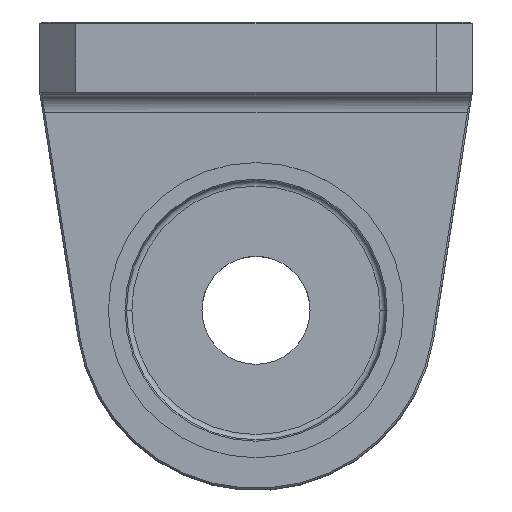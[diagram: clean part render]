
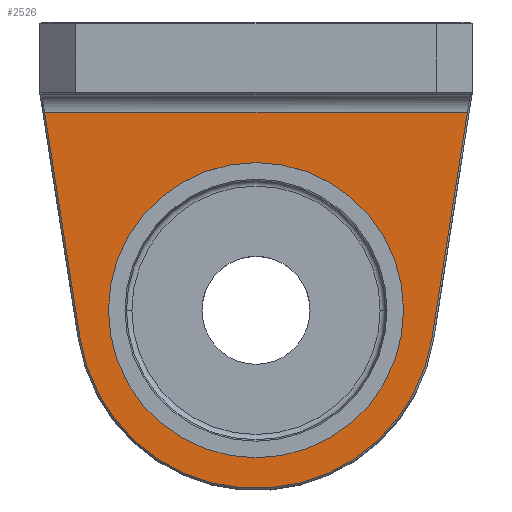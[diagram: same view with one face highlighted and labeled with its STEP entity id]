
A CAD part, top view. The second image highlights one B-rep face of the part: STEP entity #2526.
In plain terms, the highlighted planar face has unit normal (0, 0, 1).
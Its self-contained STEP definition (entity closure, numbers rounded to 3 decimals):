
#1072 = CYLINDRICAL_SURFACE('',#1073,5.);
#1073 = AXIS2_PLACEMENT_3D('',#1074,#1075,#1076);
#1074 = CARTESIAN_POINT('',(384.432,-45.,-750.5));
#1075 = DIRECTION('',(-1.,0.,0.));
#1076 = DIRECTION('',(0.,1.,0.));
#2313 = PLANE('',#2314);
#2314 = AXIS2_PLACEMENT_3D('',#2315,#2316,#2317);
#2315 = CARTESIAN_POINT('',(222.055,-76.366,-755.75));
#2316 = DIRECTION('',(0.699,-0.109,0.707));
#2317 = DIRECTION('',(0.699,-0.109,-0.707));
#2330 = VERTEX_POINT('',#2331);
#2331 = CARTESIAN_POINT('',(226.711,-45.,
    -755.5));
#2471 = EDGE_CURVE('',#2472,#2330,#2474,.T.);
#2472 = VERTEX_POINT('',#2473);
#2473 = CARTESIAN_POINT('',(216.905,-107.655,
    -755.5));
#2474 = SURFACE_CURVE('',#2475,(#2479,#2486),.PCURVE_S1.);
#2475 = LINE('',#2476,#2477);
#2476 = CARTESIAN_POINT('',(216.905,-107.655,
    -755.5));
#2477 = VECTOR('',#2478,1.);
#2478 = DIRECTION('',(0.155,0.988,0.)
  );
#2479 = PCURVE('',#2313,#2480);
#2480 = DEFINITIONAL_REPRESENTATION('',(#2481),#2485);
#2481 = LINE('',#2482,#2483);
#2482 = CARTESIAN_POINT('',(-0.354,-31.709));
#2483 = VECTOR('',#2484,1.);
#2484 = DIRECTION('',(0.,1.));
#2485 = ( GEOMETRIC_REPRESENTATION_CONTEXT(2) 
PARAMETRIC_REPRESENTATION_CONTEXT() REPRESENTATION_CONTEXT('2D SPACE',''
  ) );
#2486 = PCURVE('',#2487,#2492);
#2487 = PLANE('',#2488);
#2488 = AXIS2_PLACEMENT_3D('',#2489,#2490,#2491);
#2489 = CARTESIAN_POINT('',(168.,-20.,-755.5));
#2490 = DIRECTION('',(0.,0.,-1.));
#2491 = DIRECTION('',(1.,0.,0.));
#2492 = DEFINITIONAL_REPRESENTATION('',(#2493),#2497);
#2493 = LINE('',#2494,#2495);
#2494 = CARTESIAN_POINT('',(48.905,87.655));
#2495 = VECTOR('',#2496,1.);
#2496 = DIRECTION('',(0.155,-0.988));
#2497 = ( GEOMETRIC_REPRESENTATION_CONTEXT(2) 
PARAMETRIC_REPRESENTATION_CONTEXT() REPRESENTATION_CONTEXT('2D SPACE',''
  ) );
#2515 = CONICAL_SURFACE('',#2516,49.75,0.785);
#2516 = AXIS2_PLACEMENT_3D('',#2517,#2518,#2519);
#2517 = CARTESIAN_POINT('',(168.,-100.,-755.75));
#2518 = DIRECTION('',(0.,0.,-1.));
#2519 = DIRECTION('',(0.,1.,0.));
#2526 = ADVANCED_FACE('',(#2527,#2607),#2487,.F.);
#2527 = FACE_BOUND('',#2528,.F.);
#2528 = EDGE_LOOP('',(#2529,#2530,#2558,#2586));
#2529 = ORIENTED_EDGE('',*,*,#2471,.F.);
#2530 = ORIENTED_EDGE('',*,*,#2531,.F.);
#2531 = EDGE_CURVE('',#2532,#2472,#2534,.T.);
#2532 = VERTEX_POINT('',#2533);
#2533 = CARTESIAN_POINT('',(119.095,-107.655,-755.5));
#2534 = SURFACE_CURVE('',#2535,(#2540,#2551),.PCURVE_S1.);
#2535 = CIRCLE('',#2536,49.5);
#2536 = AXIS2_PLACEMENT_3D('',#2537,#2538,#2539);
#2537 = CARTESIAN_POINT('',(168.,-100.,-755.5));
#2538 = DIRECTION('',(0.,0.,1.));
#2539 = DIRECTION('',(-0.988,-0.155,0.));
#2540 = PCURVE('',#2487,#2541);
#2541 = DEFINITIONAL_REPRESENTATION('',(#2542),#2550);
#2542 = ( BOUNDED_CURVE() B_SPLINE_CURVE(2,(#2543,#2544,#2545,#2546,
#2547,#2548,#2549),.UNSPECIFIED.,.T.,.F.) B_SPLINE_CURVE_WITH_KNOTS((1,2
    ,2,2,2,1),(-2.094,0.,2.094,4.189,
6.283,8.378),.UNSPECIFIED.) CURVE() 
GEOMETRIC_REPRESENTATION_ITEM() RATIONAL_B_SPLINE_CURVE((1.,0.5,1.,0.5,
1.,0.5,1.)) REPRESENTATION_ITEM('') );
#2543 = CARTESIAN_POINT('',(-48.905,87.655));
#2544 = CARTESIAN_POINT('',(-35.646,172.36));
#2545 = CARTESIAN_POINT('',(31.081,118.525));
#2546 = CARTESIAN_POINT('',(97.809,64.691));
#2547 = CARTESIAN_POINT('',(17.823,33.82));
#2548 = CARTESIAN_POINT('',(-62.163,2.949));
#2549 = CARTESIAN_POINT('',(-48.905,87.655));
#2550 = ( GEOMETRIC_REPRESENTATION_CONTEXT(2) 
PARAMETRIC_REPRESENTATION_CONTEXT() REPRESENTATION_CONTEXT('2D SPACE',''
  ) );
#2551 = PCURVE('',#2515,#2552);
#2552 = DEFINITIONAL_REPRESENTATION('',(#2553),#2557);
#2553 = LINE('',#2554,#2555);
#2554 = CARTESIAN_POINT('',(4.557,-0.25));
#2555 = VECTOR('',#2556,1.);
#2556 = DIRECTION('',(-1.,0.));
#2557 = ( GEOMETRIC_REPRESENTATION_CONTEXT(2) 
PARAMETRIC_REPRESENTATION_CONTEXT() REPRESENTATION_CONTEXT('2D SPACE',''
  ) );
#2558 = ORIENTED_EDGE('',*,*,#2559,.F.);
#2559 = EDGE_CURVE('',#2560,#2532,#2562,.T.);
#2560 = VERTEX_POINT('',#2561);
#2561 = CARTESIAN_POINT('',(109.289,-45.,
    -755.5));
#2562 = SURFACE_CURVE('',#2563,(#2567,#2574),.PCURVE_S1.);
#2563 = LINE('',#2564,#2565);
#2564 = CARTESIAN_POINT('',(109.289,-45.,
    -755.5));
#2565 = VECTOR('',#2566,1.);
#2566 = DIRECTION('',(0.155,-0.988,0.)
  );
#2567 = PCURVE('',#2487,#2568);
#2568 = DEFINITIONAL_REPRESENTATION('',(#2569),#2573);
#2569 = LINE('',#2570,#2571);
#2570 = CARTESIAN_POINT('',(-58.711,25.));
#2571 = VECTOR('',#2572,1.);
#2572 = DIRECTION('',(0.155,0.988));
#2573 = ( GEOMETRIC_REPRESENTATION_CONTEXT(2) 
PARAMETRIC_REPRESENTATION_CONTEXT() REPRESENTATION_CONTEXT('2D SPACE',''
  ) );
#2574 = PCURVE('',#2575,#2580);
#2575 = PLANE('',#2576);
#2576 = AXIS2_PLACEMENT_3D('',#2577,#2578,#2579);
#2577 = CARTESIAN_POINT('',(113.945,-76.366,-755.75));
#2578 = DIRECTION('',(-0.699,-0.109,0.707));
#2579 = DIRECTION('',(-0.699,-0.109,-0.707));
#2580 = DEFINITIONAL_REPRESENTATION('',(#2581),#2585);
#2581 = LINE('',#2582,#2583);
#2582 = CARTESIAN_POINT('',(-0.354,-31.709));
#2583 = VECTOR('',#2584,1.);
#2584 = DIRECTION('',(0.,1.));
#2585 = ( GEOMETRIC_REPRESENTATION_CONTEXT(2) 
PARAMETRIC_REPRESENTATION_CONTEXT() REPRESENTATION_CONTEXT('2D SPACE',''
  ) );
#2586 = ORIENTED_EDGE('',*,*,#2587,.F.);
#2587 = EDGE_CURVE('',#2330,#2560,#2588,.T.);
#2588 = SURFACE_CURVE('',#2589,(#2593,#2600),.PCURVE_S1.);
#2589 = LINE('',#2590,#2591);
#2590 = CARTESIAN_POINT('',(226.711,-45.,
    -755.5));
#2591 = VECTOR('',#2592,1.);
#2592 = DIRECTION('',(-1.,0.,0.));
#2593 = PCURVE('',#2487,#2594);
#2594 = DEFINITIONAL_REPRESENTATION('',(#2595),#2599);
#2595 = LINE('',#2596,#2597);
#2596 = CARTESIAN_POINT('',(58.711,25.));
#2597 = VECTOR('',#2598,1.);
#2598 = DIRECTION('',(-1.,0.));
#2599 = ( GEOMETRIC_REPRESENTATION_CONTEXT(2) 
PARAMETRIC_REPRESENTATION_CONTEXT() REPRESENTATION_CONTEXT('2D SPACE',''
  ) );
#2600 = PCURVE('',#1072,#2601);
#2601 = DEFINITIONAL_REPRESENTATION('',(#2602),#2606);
#2602 = LINE('',#2603,#2604);
#2603 = CARTESIAN_POINT('',(1.571,157.721));
#2604 = VECTOR('',#2605,1.);
#2605 = DIRECTION('',(0.,1.));
#2606 = ( GEOMETRIC_REPRESENTATION_CONTEXT(2) 
PARAMETRIC_REPRESENTATION_CONTEXT() REPRESENTATION_CONTEXT('2D SPACE',''
  ) );
#2607 = FACE_BOUND('',#2608,.F.);
#2608 = EDGE_LOOP('',(#2609,#2644));
#2609 = ORIENTED_EDGE('',*,*,#2610,.T.);
#2610 = EDGE_CURVE('',#2611,#2613,#2615,.T.);
#2611 = VERTEX_POINT('',#2612);
#2612 = CARTESIAN_POINT('',(127.,-100.,-755.5));
#2613 = VERTEX_POINT('',#2614);
#2614 = CARTESIAN_POINT('',(209.,-100.,-755.5));
#2615 = SURFACE_CURVE('',#2616,(#2621,#2632),.PCURVE_S1.);
#2616 = CIRCLE('',#2617,41.);
#2617 = AXIS2_PLACEMENT_3D('',#2618,#2619,#2620);
#2618 = CARTESIAN_POINT('',(168.,-100.,-755.5));
#2619 = DIRECTION('',(0.,0.,1.));
#2620 = DIRECTION('',(-1.,0.,0.));
#2621 = PCURVE('',#2487,#2622);
#2622 = DEFINITIONAL_REPRESENTATION('',(#2623),#2631);
#2623 = ( BOUNDED_CURVE() B_SPLINE_CURVE(2,(#2624,#2625,#2626,#2627,
#2628,#2629,#2630),.UNSPECIFIED.,.T.,.F.) B_SPLINE_CURVE_WITH_KNOTS((1,2
    ,2,2,2,1),(-2.094,0.,2.094,4.189,
6.283,8.378),.UNSPECIFIED.) CURVE() 
GEOMETRIC_REPRESENTATION_ITEM() RATIONAL_B_SPLINE_CURVE((1.,0.5,1.,0.5,
1.,0.5,1.)) REPRESENTATION_ITEM('') );
#2624 = CARTESIAN_POINT('',(-41.,80.));
#2625 = CARTESIAN_POINT('',(-41.,151.014));
#2626 = CARTESIAN_POINT('',(20.5,115.507));
#2627 = CARTESIAN_POINT('',(82.,80.));
#2628 = CARTESIAN_POINT('',(20.5,44.493));
#2629 = CARTESIAN_POINT('',(-41.,8.986));
#2630 = CARTESIAN_POINT('',(-41.,80.));
#2631 = ( GEOMETRIC_REPRESENTATION_CONTEXT(2) 
PARAMETRIC_REPRESENTATION_CONTEXT() REPRESENTATION_CONTEXT('2D SPACE',''
  ) );
#2632 = PCURVE('',#2633,#2638);
#2633 = CYLINDRICAL_SURFACE('',#2634,41.);
#2634 = AXIS2_PLACEMENT_3D('',#2635,#2636,#2637);
#2635 = CARTESIAN_POINT('',(168.,-100.,-755.5));
#2636 = DIRECTION('',(0.,0.,1.));
#2637 = DIRECTION('',(-1.,0.,0.));
#2638 = DEFINITIONAL_REPRESENTATION('',(#2639),#2643);
#2639 = LINE('',#2640,#2641);
#2640 = CARTESIAN_POINT('',(0.,0.));
#2641 = VECTOR('',#2642,1.);
#2642 = DIRECTION('',(1.,0.));
#2643 = ( GEOMETRIC_REPRESENTATION_CONTEXT(2) 
PARAMETRIC_REPRESENTATION_CONTEXT() REPRESENTATION_CONTEXT('2D SPACE',''
  ) );
#2644 = ORIENTED_EDGE('',*,*,#2645,.T.);
#2645 = EDGE_CURVE('',#2613,#2611,#2646,.T.);
#2646 = SURFACE_CURVE('',#2647,(#2652,#2663),.PCURVE_S1.);
#2647 = CIRCLE('',#2648,41.);
#2648 = AXIS2_PLACEMENT_3D('',#2649,#2650,#2651);
#2649 = CARTESIAN_POINT('',(168.,-100.,-755.5));
#2650 = DIRECTION('',(0.,0.,1.));
#2651 = DIRECTION('',(1.,0.,0.));
#2652 = PCURVE('',#2487,#2653);
#2653 = DEFINITIONAL_REPRESENTATION('',(#2654),#2662);
#2654 = ( BOUNDED_CURVE() B_SPLINE_CURVE(2,(#2655,#2656,#2657,#2658,
#2659,#2660,#2661),.UNSPECIFIED.,.T.,.F.) B_SPLINE_CURVE_WITH_KNOTS((1,2
    ,2,2,2,1),(-2.094,0.,2.094,4.189,
6.283,8.378),.UNSPECIFIED.) CURVE() 
GEOMETRIC_REPRESENTATION_ITEM() RATIONAL_B_SPLINE_CURVE((1.,0.5,1.,0.5,
1.,0.5,1.)) REPRESENTATION_ITEM('') );
#2655 = CARTESIAN_POINT('',(41.,80.));
#2656 = CARTESIAN_POINT('',(41.,8.986));
#2657 = CARTESIAN_POINT('',(-20.5,44.493));
#2658 = CARTESIAN_POINT('',(-82.,80.));
#2659 = CARTESIAN_POINT('',(-20.5,115.507));
#2660 = CARTESIAN_POINT('',(41.,151.014));
#2661 = CARTESIAN_POINT('',(41.,80.));
#2662 = ( GEOMETRIC_REPRESENTATION_CONTEXT(2) 
PARAMETRIC_REPRESENTATION_CONTEXT() REPRESENTATION_CONTEXT('2D SPACE',''
  ) );
#2663 = PCURVE('',#2664,#2669);
#2664 = CYLINDRICAL_SURFACE('',#2665,41.);
#2665 = AXIS2_PLACEMENT_3D('',#2666,#2667,#2668);
#2666 = CARTESIAN_POINT('',(168.,-100.,-755.5));
#2667 = DIRECTION('',(0.,0.,1.));
#2668 = DIRECTION('',(-1.,0.,0.));
#2669 = DEFINITIONAL_REPRESENTATION('',(#2670),#2674);
#2670 = LINE('',#2671,#2672);
#2671 = CARTESIAN_POINT('',(3.142,0.));
#2672 = VECTOR('',#2673,1.);
#2673 = DIRECTION('',(1.,0.));
#2674 = ( GEOMETRIC_REPRESENTATION_CONTEXT(2) 
PARAMETRIC_REPRESENTATION_CONTEXT() REPRESENTATION_CONTEXT('2D SPACE',''
  ) );
